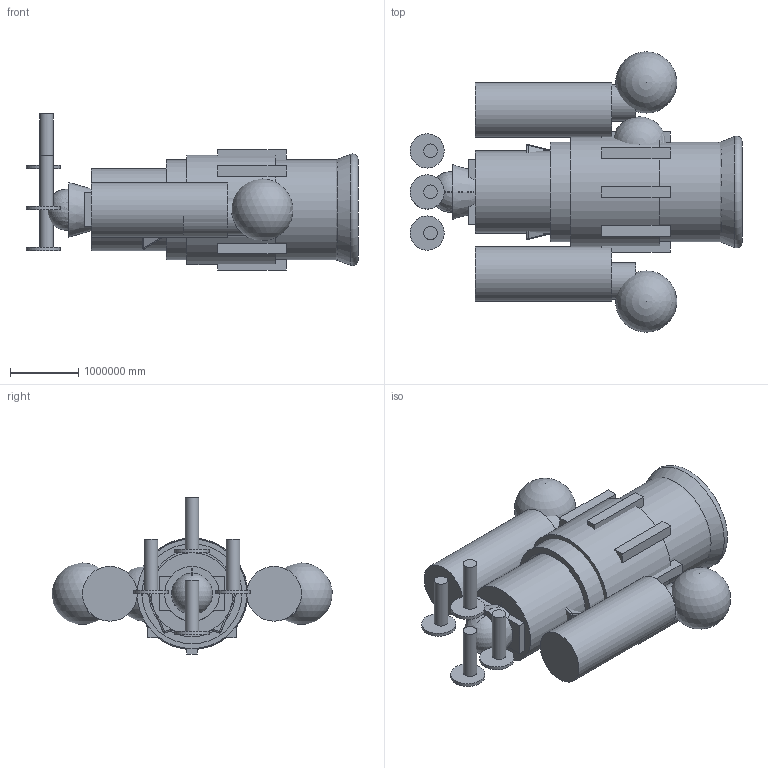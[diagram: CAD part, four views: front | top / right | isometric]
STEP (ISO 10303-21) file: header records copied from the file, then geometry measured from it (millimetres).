
FILE_DESCRIPTION(('FreeCAD Model'),'2;1');
FILE_NAME('Open CASCADE Shape Model','2025-10-30T00:21:07',('Author'),( ''),'Open CASCADE STEP processor 7.8','FreeCAD','Unknown');
FILE_SCHEMA(('AUTOMOTIVE_DESIGN { 1 0 10303 214 1 1 1 1 }'));
Length unit declared in the file: metre
Products named in the file (17): Tanks_Complete; Hull_Shell_Fallback; Hull_With_Cockpit; Destiny_HeavyArmor_Ship; Hull_With_Panels; Cockpit_Integrated_Fallback; Reactor_Core; Nozzle_Extended; Truss_HeavyArmor; Wing_Right_Angular; Wing_Left_Angular; SideThruster_Right; SideThruster_Left; Shield_Internal; Antenna; Landing_Gear
Assembly tree (13 placements, depth 2):
  Tanks_Complete
  Hull_Shell_Fallback
  Hull_With_Cockpit
  Destiny_HeavyArmor_Ship
    Hull_With_Panels
    Cockpit_Integrated_Fallback
    Reactor_Core
    Nozzle_Extended
    Truss_HeavyArmor
    Wing_Right_Angular
    Wing_Left_Angular
    SideThruster_Right
    SideThruster_Left
    Shield_Internal
    Tanks_Complete
    Antenna
    Landing_Gear
Bounding box: 4850000 x 4093437.99 x 2280000 mm (x, y, z)
Volume: 24440542549615308800 mm3; surface area: 157968685442852.2 mm2
Topology: 32 solids, 55 shells, 385 faces, 810 edges, 518 vertices
Faces by surface type: plane 301, cylinder 50, sphere 28, cone 4, torus 2
Full cylindrical faces by diameter (mm): 80000 x1, 200000 x4, 450000 x2, 500000 x4, 540000 x2, 800000 x4, 1200000 x4, 1260000 x1, 1460000 x1, 1600000 x3
Entity records: 22811 total; most frequent: CARTESIAN_POINT 5904, DIRECTION 3109, LINE 1817, VECTOR 1817, ORIENTED_EDGE 1554, PCURVE 1554, DEFINITIONAL_REPRESENTATION 1554, EDGE_CURVE 777
